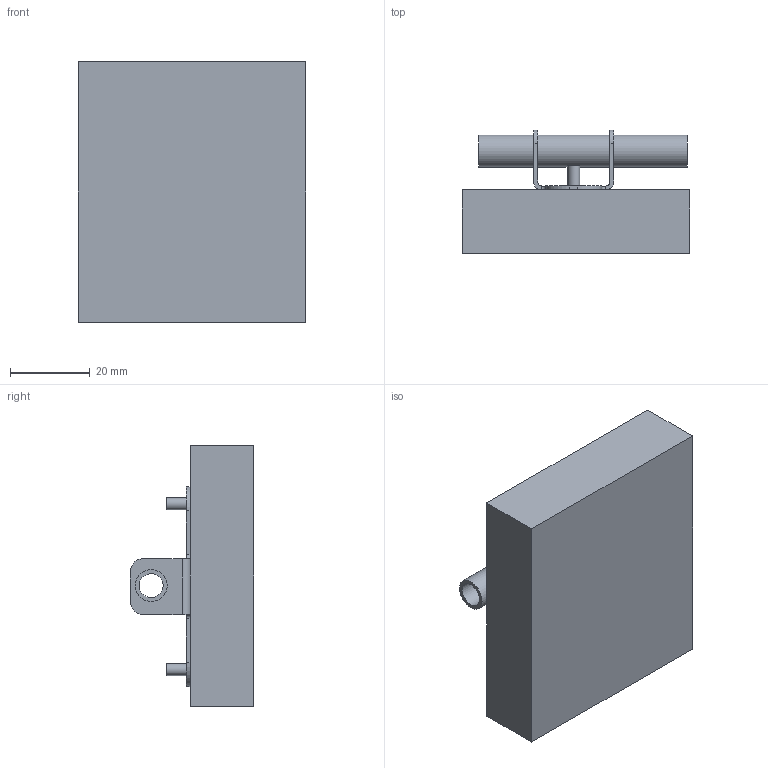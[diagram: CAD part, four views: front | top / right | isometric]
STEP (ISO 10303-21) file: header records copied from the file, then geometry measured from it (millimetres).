
FILE_DESCRIPTION(/* description */ (''),/* implementation_level */ '2;1');
FILE_NAME(/* name */ '4 v3.step',/* time_stamp */ '2022-02-23T19:55:04-07:00',/* author */ (''),/* organization */ (''),/* preprocessor_version */ 'ST-DEVELOPER v18.1',/* originating_system */ 'Autodesk Translation Framework v10.13.0.1454',/* authorisation */ '');
FILE_SCHEMA (('AUTOMOTIVE_DESIGN { 1 0 10303 214 3 1 1 }'));
Length unit declared in the file: millimetre
Products named in the file (1): 4
Bounding box: 56.99 x 30.92 x 65.33 mm (x, y, z)
Volume: 61501.5 mm3; surface area: 16046.2 mm2
Topology: 3 solids, 3 shells, 52 faces, 124 edges, 80 vertices
Faces by surface type: plane 28, cylinder 24
Full cylindrical faces by diameter (mm): 3 x4, 6 x1, 8 x3
Entity records: 1577 total; most frequent: DIRECTION 278, CARTESIAN_POINT 257, ORIENTED_EDGE 248, EDGE_CURVE 124, AXIS2_PLACEMENT_3D 101, VERTEX_POINT 80, LINE 76, VECTOR 76
